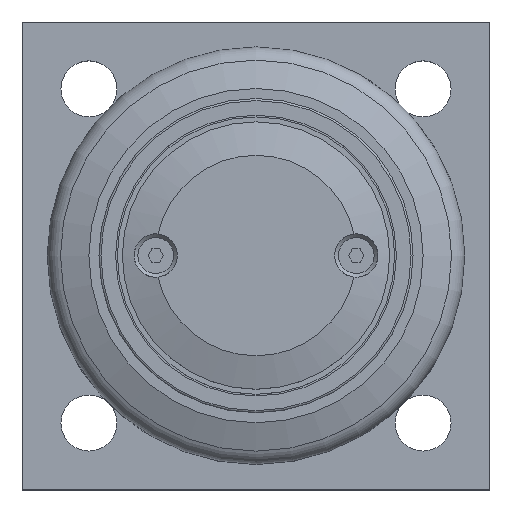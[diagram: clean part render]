
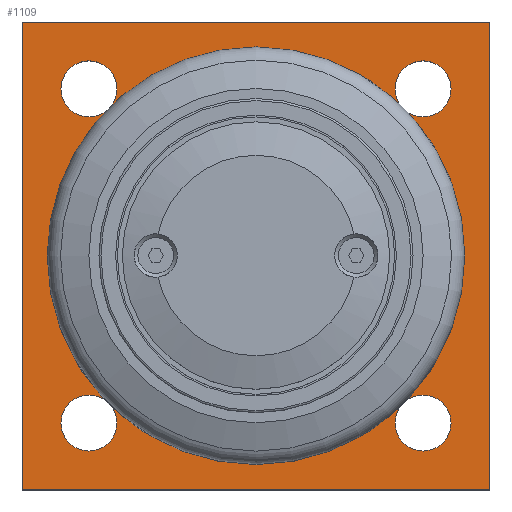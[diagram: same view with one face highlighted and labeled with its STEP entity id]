
A CAD part, top view. The second image highlights one B-rep face of the part: STEP entity #1109.
In plain terms, the highlighted planar face has unit normal (0, 0, 1).
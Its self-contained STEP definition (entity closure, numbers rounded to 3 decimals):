
#33=FACE_BOUND('',#195,.T.);
#34=FACE_BOUND('',#196,.T.);
#35=FACE_BOUND('',#197,.T.);
#36=FACE_BOUND('',#198,.T.);
#37=FACE_BOUND('',#199,.T.);
#62=PLANE('',#1270);
#120=FACE_OUTER_BOUND('',#194,.T.);
#194=EDGE_LOOP('',(#944,#945,#946,#947));
#195=EDGE_LOOP('',(#948));
#196=EDGE_LOOP('',(#949,#950));
#197=EDGE_LOOP('',(#951,#952));
#198=EDGE_LOOP('',(#953,#954));
#199=EDGE_LOOP('',(#955,#956));
#246=LINE('',#1948,#318);
#250=LINE('',#1956,#322);
#253=LINE('',#1962,#325);
#256=LINE('',#1967,#328);
#318=VECTOR('',#1551,10.);
#322=VECTOR('',#1557,10.);
#325=VECTOR('',#1562,10.);
#328=VECTOR('',#1567,10.);
#432=CIRCLE('',#1241,20.5);
#438=CIRCLE('',#1250,4.188);
#439=CIRCLE('',#1251,4.188);
#441=CIRCLE('',#1254,4.188);
#442=CIRCLE('',#1255,4.188);
#444=CIRCLE('',#1258,4.188);
#445=CIRCLE('',#1259,4.188);
#447=CIRCLE('',#1262,4.188);
#448=CIRCLE('',#1263,4.188);
#514=VERTEX_POINT('',#1897);
#520=VERTEX_POINT('',#1914);
#521=VERTEX_POINT('',#1915);
#523=VERTEX_POINT('',#1922);
#524=VERTEX_POINT('',#1923);
#526=VERTEX_POINT('',#1930);
#527=VERTEX_POINT('',#1931);
#529=VERTEX_POINT('',#1938);
#530=VERTEX_POINT('',#1939);
#532=VERTEX_POINT('',#1946);
#533=VERTEX_POINT('',#1947);
#536=VERTEX_POINT('',#1955);
#538=VERTEX_POINT('',#1961);
#651=EDGE_CURVE('',#514,#514,#432,.T.);
#658=EDGE_CURVE('',#520,#521,#438,.T.);
#659=EDGE_CURVE('',#521,#520,#439,.T.);
#662=EDGE_CURVE('',#523,#524,#441,.T.);
#663=EDGE_CURVE('',#524,#523,#442,.T.);
#666=EDGE_CURVE('',#526,#527,#444,.T.);
#667=EDGE_CURVE('',#527,#526,#445,.T.);
#670=EDGE_CURVE('',#529,#530,#447,.T.);
#671=EDGE_CURVE('',#530,#529,#448,.T.);
#674=EDGE_CURVE('',#532,#533,#246,.T.);
#678=EDGE_CURVE('',#533,#536,#250,.T.);
#681=EDGE_CURVE('',#536,#538,#253,.T.);
#684=EDGE_CURVE('',#538,#532,#256,.T.);
#944=ORIENTED_EDGE('',*,*,#674,.F.);
#945=ORIENTED_EDGE('',*,*,#684,.F.);
#946=ORIENTED_EDGE('',*,*,#681,.F.);
#947=ORIENTED_EDGE('',*,*,#678,.F.);
#948=ORIENTED_EDGE('',*,*,#651,.T.);
#949=ORIENTED_EDGE('',*,*,#658,.T.);
#950=ORIENTED_EDGE('',*,*,#659,.T.);
#951=ORIENTED_EDGE('',*,*,#662,.T.);
#952=ORIENTED_EDGE('',*,*,#663,.T.);
#953=ORIENTED_EDGE('',*,*,#666,.T.);
#954=ORIENTED_EDGE('',*,*,#667,.T.);
#955=ORIENTED_EDGE('',*,*,#670,.T.);
#956=ORIENTED_EDGE('',*,*,#671,.T.);
#1109=ADVANCED_FACE('',(#120,#33,#34,#35,#36,#37),#62,.T.);
#1241=AXIS2_PLACEMENT_3D('',#1899,#1496,#1497);
#1250=AXIS2_PLACEMENT_3D('',#1916,#1515,#1516);
#1251=AXIS2_PLACEMENT_3D('',#1917,#1517,#1518);
#1254=AXIS2_PLACEMENT_3D('',#1924,#1524,#1525);
#1255=AXIS2_PLACEMENT_3D('',#1925,#1526,#1527);
#1258=AXIS2_PLACEMENT_3D('',#1932,#1533,#1534);
#1259=AXIS2_PLACEMENT_3D('',#1933,#1535,#1536);
#1262=AXIS2_PLACEMENT_3D('',#1940,#1542,#1543);
#1263=AXIS2_PLACEMENT_3D('',#1941,#1544,#1545);
#1270=AXIS2_PLACEMENT_3D('',#1970,#1571,#1572);
#1496=DIRECTION('center_axis',(0.,0.,-1.));
#1497=DIRECTION('ref_axis',(-1.,0.,0.));
#1515=DIRECTION('center_axis',(0.,0.,-1.));
#1516=DIRECTION('ref_axis',(1.,0.,0.));
#1517=DIRECTION('center_axis',(0.,0.,-1.));
#1518=DIRECTION('ref_axis',(1.,0.,0.));
#1524=DIRECTION('center_axis',(0.,0.,-1.));
#1525=DIRECTION('ref_axis',(1.,0.,0.));
#1526=DIRECTION('center_axis',(0.,0.,-1.));
#1527=DIRECTION('ref_axis',(1.,0.,0.));
#1533=DIRECTION('center_axis',(0.,0.,-1.));
#1534=DIRECTION('ref_axis',(1.,0.,0.));
#1535=DIRECTION('center_axis',(0.,0.,-1.));
#1536=DIRECTION('ref_axis',(1.,0.,0.));
#1542=DIRECTION('center_axis',(0.,0.,-1.));
#1543=DIRECTION('ref_axis',(1.,0.,0.));
#1544=DIRECTION('center_axis',(0.,0.,-1.));
#1545=DIRECTION('ref_axis',(1.,0.,0.));
#1551=DIRECTION('',(0.,1.,0.));
#1557=DIRECTION('',(1.,0.,0.));
#1562=DIRECTION('',(0.,-1.,0.));
#1567=DIRECTION('',(-1.,0.,0.));
#1571=DIRECTION('center_axis',(0.,0.,1.));
#1572=DIRECTION('ref_axis',(1.,0.,0.));
#1897=CARTESIAN_POINT('',(55.5,35.,12.));
#1899=CARTESIAN_POINT('Origin',(35.,35.,12.));
#1914=CARTESIAN_POINT('',(14.188,10.,12.));
#1915=CARTESIAN_POINT('',(5.812,10.,12.));
#1916=CARTESIAN_POINT('Origin',(10.,10.,12.));
#1917=CARTESIAN_POINT('Origin',(10.,10.,12.));
#1922=CARTESIAN_POINT('',(64.188,10.,12.));
#1923=CARTESIAN_POINT('',(55.812,10.,12.));
#1924=CARTESIAN_POINT('Origin',(60.,10.,12.));
#1925=CARTESIAN_POINT('Origin',(60.,10.,12.));
#1930=CARTESIAN_POINT('',(64.188,60.,12.));
#1931=CARTESIAN_POINT('',(55.812,60.,12.));
#1932=CARTESIAN_POINT('Origin',(60.,60.,12.));
#1933=CARTESIAN_POINT('Origin',(60.,60.,12.));
#1938=CARTESIAN_POINT('',(14.188,60.,12.));
#1939=CARTESIAN_POINT('',(5.812,60.,12.));
#1940=CARTESIAN_POINT('Origin',(10.,60.,12.));
#1941=CARTESIAN_POINT('Origin',(10.,60.,12.));
#1946=CARTESIAN_POINT('',(0.,0.,12.));
#1947=CARTESIAN_POINT('',(0.,70.,12.));
#1948=CARTESIAN_POINT('',(0.,70.,12.));
#1955=CARTESIAN_POINT('',(70.,70.,12.));
#1956=CARTESIAN_POINT('',(70.,70.,12.));
#1961=CARTESIAN_POINT('',(70.,0.,12.));
#1962=CARTESIAN_POINT('',(70.,0.,12.));
#1967=CARTESIAN_POINT('',(0.,0.,12.));
#1970=CARTESIAN_POINT('Origin',(35.,35.,12.));
